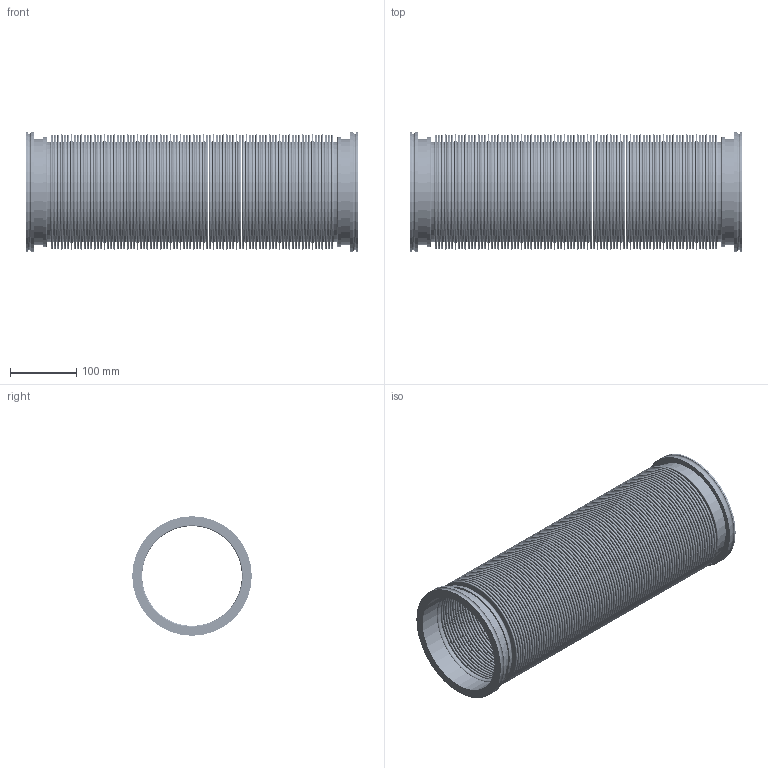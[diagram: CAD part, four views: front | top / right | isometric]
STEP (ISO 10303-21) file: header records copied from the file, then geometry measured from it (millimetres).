
FILE_DESCRIPTION (( 'STEP AP214' ), '1' );
FILE_NAME ('320SWN160-0500.stp', '2017-05-05T08:52:31', ( '' ), ( '' ), 'SwSTEP 2.0', 'SolidWorks 2015', '' );
FILE_SCHEMA (( 'AUTOMOTIVE_DESIGN' ));
Length unit declared in the file: millimetre
Products named in the file (1): 320SWN160-0500
Bounding box: 500 x 180 x 180 mm (x, y, z)
Volume: 437348.3 mm3; surface area: 2348267.3 mm2
Topology: 90 solids, 90 shells, 3006 faces, 6012 edges, 3540 vertices
Faces by surface type: torus 1400, cylinder 1072, plane 534
Entity records: 113485 total; most frequent: DIRECTION 16966, CARTESIAN_POINT 12559, ORIENTED_EDGE 12024, AXIS2_PLACEMENT_3D 7947, EDGE_CURVE 6012, CIRCLE 4940, VERTEX_POINT 3540, EDGE_LOOP 3540
